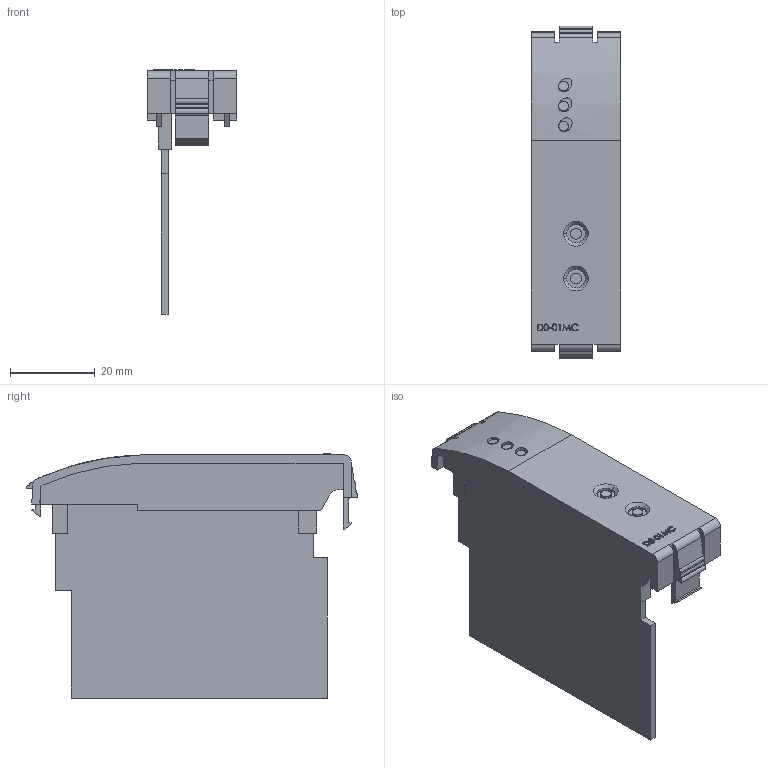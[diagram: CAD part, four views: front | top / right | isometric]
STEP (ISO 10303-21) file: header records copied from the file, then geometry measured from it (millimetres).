
FILE_DESCRIPTION (( 'STEP AP214' ), '1' );
FILE_NAME ('D0-01MC.STEP', '2011-02-01T16:31:50', ( '.adc' ), ( '' ), 'SwSTEP 2.0', 'SolidWorks 2009', '' );
FILE_SCHEMA (( 'AUTOMOTIVE_DESIGN' ));
Length unit declared in the file: inch
Products named in the file (1): D0-01MC
Bounding box: 20.98 x 78.23 x 57.53 mm (x, y, z)
Volume: 10436.9 mm3; surface area: 13518.2 mm2
Topology: 1 solids, 1 shells, 236 faces, 632 edges, 418 vertices
Faces by surface type: plane 140, cylinder 52, bspline 40, cone 4
Entity records: 11010 total; most frequent: CARTESIAN_POINT 4177, ORIENTED_EDGE 1264, DIRECTION 1049, EDGE_CURVE 632, LINE 437, VECTOR 437, VERTEX_POINT 418, AXIS2_PLACEMENT_3D 306
